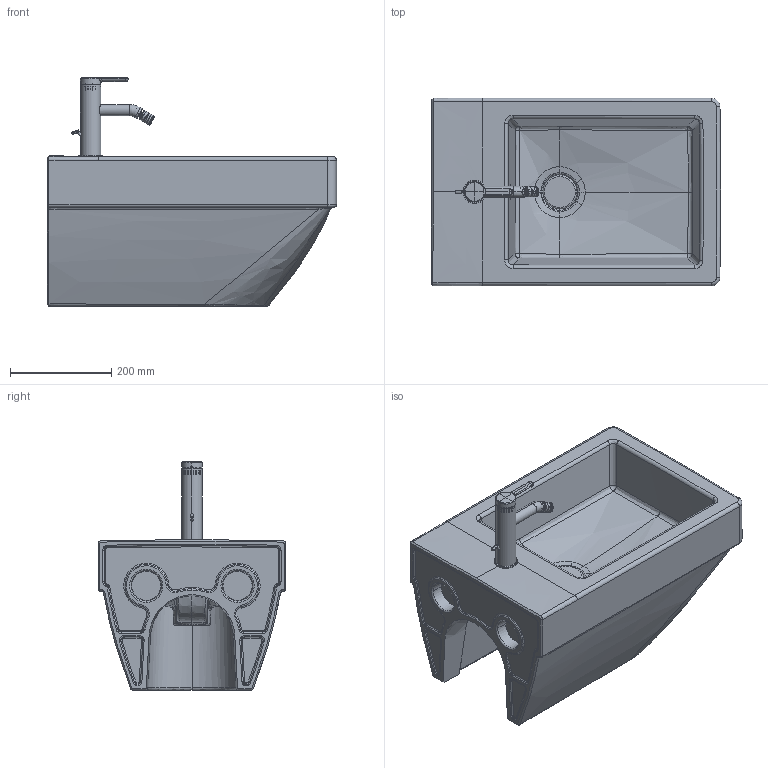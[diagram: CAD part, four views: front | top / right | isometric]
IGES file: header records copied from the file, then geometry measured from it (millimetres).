
Global section: file name: No Iges File Name specified; native system: Autodesk Inventor 2011; preprocessor: AutoDesk Inventor Iges Exporter R2011; author: Administrator; date: 20170703.164457; units: millimetre
Bounding box: 569.99 x 370.32 x 450.47 mm (x, y, z)
Volume: 25625412.6 mm3; surface area: 1225511.5 mm2
Topology: 13 solids, 16 shells, 722 faces, 1705 edges, 1029 vertices
Faces by surface type: bspline 218, revolution 194, plane 119, cylinder 91, torus 79, cone 18, sphere 3
